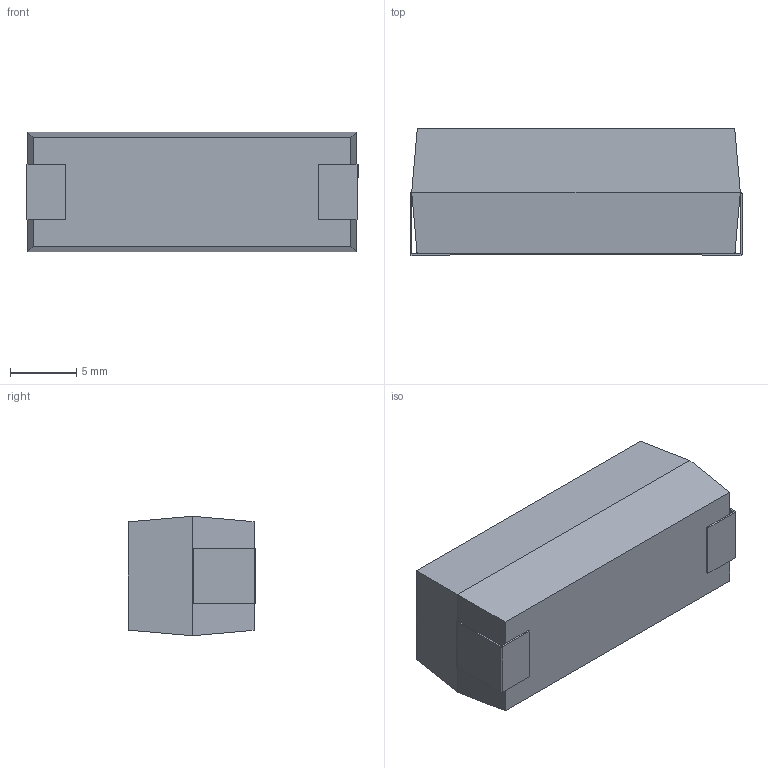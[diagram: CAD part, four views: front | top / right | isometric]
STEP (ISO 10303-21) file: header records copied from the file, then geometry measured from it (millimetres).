
FILE_DESCRIPTION (( 'STEP AP214' ), '1' );
FILE_NAME ('CTSM_B_L25.00W9H9.60S3F4.2.STEP', '2018-05-08T16:49:35', ( '' ), ( '' ), 'SwSTEP 2.0', 'SolidWorks 2014', '' );
FILE_SCHEMA (( 'AUTOMOTIVE_DESIGN' ));
Length unit declared in the file: millimetre
Products named in the file (5): CTSM_Case_Top_38; CTSM_Case_Cathode_38; CTSM_Case_Anode_38; CTSM_Case_Bottom_38; CTSM_B_L25.00W9H9.60S3F4.2
Assembly tree (4 placements, depth 2):
  CTSM_B_L25.00W9H9.60S3F4.2
    CTSM_Case_Bottom_38
    CTSM_Case_Top_38
    CTSM_Case_Cathode_38
    CTSM_Case_Anode_38
Bounding box: 25 x 9.6 x 9 mm (x, y, z)
Volume: 1986.7 mm3; surface area: 1602 mm2
Topology: 7 solids, 7 shells, 89 faces, 225 edges, 150 vertices
Faces by surface type: plane 85, cylinder 4
Entity records: 3479 total; most frequent: CARTESIAN_POINT 471, ORIENTED_EDGE 450, DIRECTION 425, EDGE_CURVE 225, VECTOR 217, LINE 217, VERTEX_POINT 150, AXIS2_PLACEMENT_3D 104
